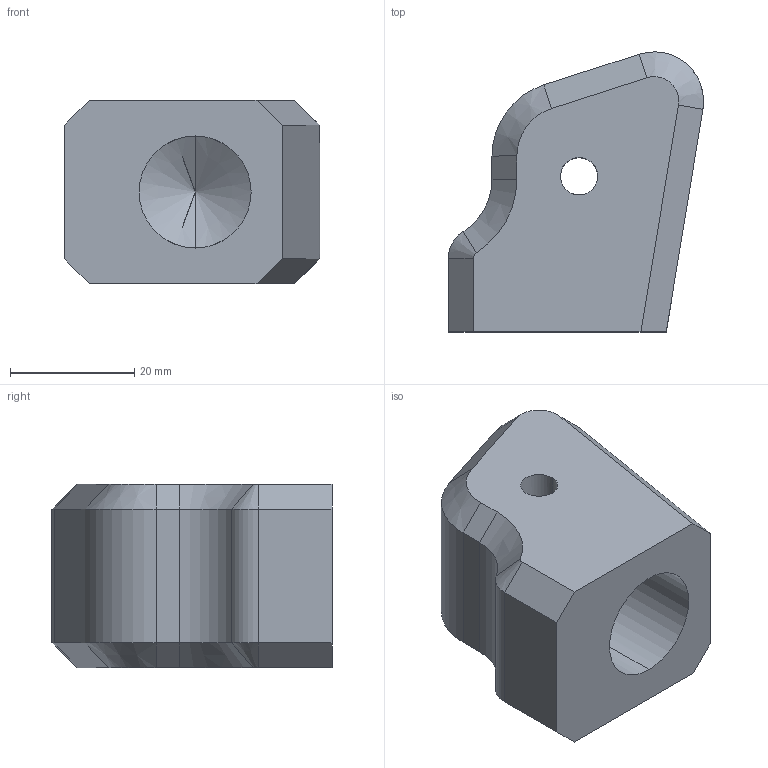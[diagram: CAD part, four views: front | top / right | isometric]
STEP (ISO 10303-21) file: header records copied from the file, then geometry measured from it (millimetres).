
FILE_DESCRIPTION (( 'STEP AP214' ), '1' );
FILE_NAME ('came.STEP', '2025-01-21T19:45:41', ( '' ), ( '' ), 'SwSTEP 2.0', 'SolidWorks 2015', '' );
FILE_SCHEMA (( 'AUTOMOTIVE_DESIGN' ));
Length unit declared in the file: millimetre
Products named in the file (1): came
Bounding box: 41 x 45 x 29.5 mm (x, y, z)
Volume: 30533.1 mm3; surface area: 8725.1 mm2
Topology: 1 solids, 1 shells, 36 faces, 92 edges, 55 vertices
Faces by surface type: plane 15, cone 11, cylinder 10
Entity records: 1214 total; most frequent: CARTESIAN_POINT 310, DIRECTION 182, ORIENTED_EDGE 180, EDGE_CURVE 90, AXIS2_PLACEMENT_3D 63, LINE 56, VECTOR 56, VERTEX_POINT 55
